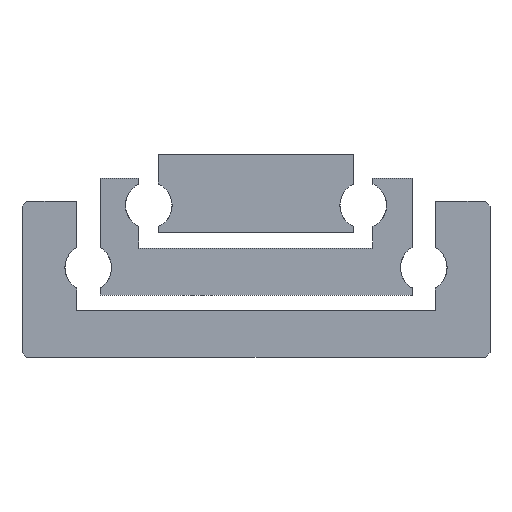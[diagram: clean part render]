
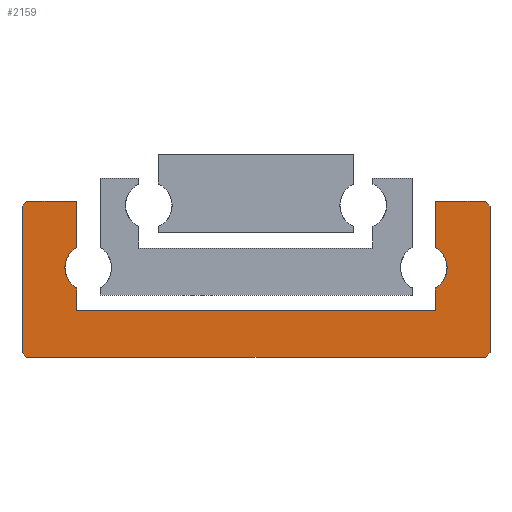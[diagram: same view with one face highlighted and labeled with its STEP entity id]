
A CAD part, front view. The second image highlights one B-rep face of the part: STEP entity #2159.
In plain terms, the highlighted planar face has unit normal (0, -1, 0).
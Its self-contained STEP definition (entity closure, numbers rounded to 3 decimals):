
#141=CARTESIAN_POINT('',(24.5,-750.0,4.0));
#142=VERTEX_POINT('',#141);
#151=CARTESIAN_POINT('',(23.0,-750.0,6.598));
#152=VERTEX_POINT('',#151);
#153=CARTESIAN_POINT('',(21.5,-750.0,4.0));
#154=DIRECTION('',(0.0,1.0,0.0));
#155=DIRECTION('',(1.0,0.0,0.0));
#156=AXIS2_PLACEMENT_3D('',#153,#154,#155);
#157=CIRCLE('',#156,3.0);
#158=EDGE_CURVE('',#152,#142,#157,.T.);
#256=CARTESIAN_POINT('',(-23.0,-750.0,6.598));
#257=VERTEX_POINT('',#256);
#264=CARTESIAN_POINT('',(-24.5,-750.0,4.0));
#265=VERTEX_POINT('',#264);
#266=CARTESIAN_POINT('',(-21.5,-750.0,4.0));
#267=DIRECTION('',(0.0,1.0,0.0));
#268=DIRECTION('',(1.0,0.0,0.0));
#269=AXIS2_PLACEMENT_3D('',#266,#267,#268);
#270=CIRCLE('',#269,3.0);
#271=EDGE_CURVE('',#265,#257,#270,.T.);
#1190=CARTESIAN_POINT('',(30.0,-750.0,-6.9));
#1191=VERTEX_POINT('',#1190);
#1192=CARTESIAN_POINT('',(29.4,-750.0,-7.5));
#1193=VERTEX_POINT('',#1192);
#1194=CARTESIAN_POINT('',(30.0,-750.0,-6.9));
#1195=DIRECTION('',(-0.707,0.0,-0.707));
#1196=VECTOR('',#1195,0.849);
#1197=LINE('',#1194,#1196);
#1198=EDGE_CURVE('',#1191,#1193,#1197,.T.);
#1239=CARTESIAN_POINT('',(30.0,-750.0,11.9));
#1240=VERTEX_POINT('',#1239);
#1247=CARTESIAN_POINT('',(30.0,-750.0,11.9));
#1248=DIRECTION('',(0.0,0.0,-1.0));
#1249=VECTOR('',#1248,18.8);
#1250=LINE('',#1247,#1249);
#1251=EDGE_CURVE('',#1240,#1191,#1250,.T.);
#1391=CARTESIAN_POINT('',(29.4,-750.0,12.5));
#1392=VERTEX_POINT('',#1391);
#1393=CARTESIAN_POINT('',(29.4,-750.0,12.5));
#1394=DIRECTION('',(0.707,0.0,-0.707));
#1395=VECTOR('',#1394,0.849);
#1396=LINE('',#1393,#1395);
#1397=EDGE_CURVE('',#1392,#1240,#1396,.T.);
#1417=CARTESIAN_POINT('',(23.0,-750.0,12.5));
#1418=VERTEX_POINT('',#1417);
#1425=CARTESIAN_POINT('',(23.0,-750.0,12.5));
#1426=DIRECTION('',(1.0,0.0,0.0));
#1427=VECTOR('',#1426,6.4);
#1428=LINE('',#1425,#1427);
#1429=EDGE_CURVE('',#1418,#1392,#1428,.T.);
#1440=CARTESIAN_POINT('',(-29.4,-750.0,-7.5));
#1441=VERTEX_POINT('',#1440);
#1448=CARTESIAN_POINT('',(-30.0,-750.0,-6.9));
#1449=VERTEX_POINT('',#1448);
#1450=CARTESIAN_POINT('',(-29.4,-750.0,-7.5));
#1451=DIRECTION('',(-0.707,0.0,0.707));
#1452=VECTOR('',#1451,0.849);
#1453=LINE('',#1450,#1452);
#1454=EDGE_CURVE('',#1441,#1449,#1453,.T.);
#1471=CARTESIAN_POINT('',(-30.0,-750.0,11.9));
#1472=VERTEX_POINT('',#1471);
#1473=CARTESIAN_POINT('',(-30.0,-750.0,-6.9));
#1474=DIRECTION('',(0.0,0.0,1.0));
#1475=VECTOR('',#1474,18.8);
#1476=LINE('',#1473,#1475);
#1477=EDGE_CURVE('',#1449,#1472,#1476,.T.);
#1504=CARTESIAN_POINT('',(-29.4,-750.0,12.5));
#1505=VERTEX_POINT('',#1504);
#1506=CARTESIAN_POINT('',(-30.0,-750.0,11.9));
#1507=DIRECTION('',(0.707,0.0,0.707));
#1508=VECTOR('',#1507,0.849);
#1509=LINE('',#1506,#1508);
#1510=EDGE_CURVE('',#1472,#1505,#1509,.T.);
#1879=CARTESIAN_POINT('',(-23.0,-750.0,1.402));
#1880=VERTEX_POINT('',#1879);
#1881=CARTESIAN_POINT('',(-21.5,-750.0,4.0));
#1882=DIRECTION('',(0.0,1.0,0.0));
#1883=DIRECTION('',(1.0,0.0,0.0));
#1884=AXIS2_PLACEMENT_3D('',#1881,#1882,#1883);
#1885=CIRCLE('',#1884,3.0);
#1886=EDGE_CURVE('',#1880,#265,#1885,.T.);
#1908=CARTESIAN_POINT('',(23.0,-750.0,1.402));
#1909=VERTEX_POINT('',#1908);
#1916=CARTESIAN_POINT('',(21.5,-750.0,4.0));
#1917=DIRECTION('',(0.0,1.0,0.0));
#1918=DIRECTION('',(1.0,0.0,0.0));
#1919=AXIS2_PLACEMENT_3D('',#1916,#1917,#1918);
#1920=CIRCLE('',#1919,3.0);
#1921=EDGE_CURVE('',#142,#1909,#1920,.T.);
#1932=CARTESIAN_POINT('',(-23.,-750.0,-1.5));
#1933=VERTEX_POINT('',#1932);
#1934=CARTESIAN_POINT('',(-23.0,-750.0,1.402));
#1935=DIRECTION('',(0.0,0.0,-1.0));
#1936=VECTOR('',#1935,2.902);
#1937=LINE('',#1934,#1936);
#1938=EDGE_CURVE('',#1880,#1933,#1937,.T.);
#1957=CARTESIAN_POINT('',(-23.0,-750.0,12.5));
#1958=VERTEX_POINT('',#1957);
#1965=CARTESIAN_POINT('',(-23.0,-750.0,12.5));
#1966=DIRECTION('',(0.0,0.0,-1.0));
#1967=VECTOR('',#1966,5.902);
#1968=LINE('',#1965,#1967);
#1969=EDGE_CURVE('',#1958,#257,#1968,.T.);
#1981=CARTESIAN_POINT('',(23.0,-750.0,-1.5));
#1982=VERTEX_POINT('',#1981);
#1989=CARTESIAN_POINT('',(23.0,-750.0,-1.5));
#1990=DIRECTION('',(0.0,0.0,1.0));
#1991=VECTOR('',#1990,2.902);
#1992=LINE('',#1989,#1991);
#1993=EDGE_CURVE('',#1982,#1909,#1992,.T.);
#2004=CARTESIAN_POINT('',(23.0,-750.0,6.598));
#2005=DIRECTION('',(0.0,0.0,1.0));
#2006=VECTOR('',#2005,5.902);
#2007=LINE('',#2004,#2006);
#2008=EDGE_CURVE('',#152,#1418,#2007,.T.);
#2022=CARTESIAN_POINT('',(-23.,-750.0,-1.5));
#2023=DIRECTION('',(1.0,0.0,0.0));
#2024=VECTOR('',#2023,46.);
#2025=LINE('',#2022,#2024);
#2026=EDGE_CURVE('',#1933,#1982,#2025,.T.);
#2074=CARTESIAN_POINT('',(-29.4,-750.0,12.5));
#2075=DIRECTION('',(1.0,0.0,0.0));
#2076=VECTOR('',#2075,6.4);
#2077=LINE('',#2074,#2076);
#2078=EDGE_CURVE('',#1505,#1958,#2077,.T.);
#2091=CARTESIAN_POINT('',(29.4,-750.0,-7.5));
#2092=DIRECTION('',(-1.0,0.0,0.0));
#2093=VECTOR('',#2092,58.8);
#2094=LINE('',#2091,#2093);
#2095=EDGE_CURVE('',#1193,#1441,#2094,.T.);
#2134=CARTESIAN_POINT('',(0.,-750.0,-0.628));
#2135=DIRECTION('',(0.0,1.0,0.0));
#2136=DIRECTION('',(0.0,0.0,1.0));
#2137=AXIS2_PLACEMENT_3D('',#2134,#2135,#2136);
#2138=PLANE('',#2137);
#2139=ORIENTED_EDGE('',*,*,#1198,.F.);
#2140=ORIENTED_EDGE('',*,*,#1251,.F.);
#2141=ORIENTED_EDGE('',*,*,#1397,.F.);
#2142=ORIENTED_EDGE('',*,*,#1429,.F.);
#2143=ORIENTED_EDGE('',*,*,#2008,.F.);
#2144=ORIENTED_EDGE('',*,*,#158,.T.);
#2145=ORIENTED_EDGE('',*,*,#1921,.T.);
#2146=ORIENTED_EDGE('',*,*,#1993,.F.);
#2147=ORIENTED_EDGE('',*,*,#2026,.F.);
#2148=ORIENTED_EDGE('',*,*,#1938,.F.);
#2149=ORIENTED_EDGE('',*,*,#1886,.T.);
#2150=ORIENTED_EDGE('',*,*,#271,.T.);
#2151=ORIENTED_EDGE('',*,*,#1969,.F.);
#2152=ORIENTED_EDGE('',*,*,#2078,.F.);
#2153=ORIENTED_EDGE('',*,*,#1510,.F.);
#2154=ORIENTED_EDGE('',*,*,#1477,.F.);
#2155=ORIENTED_EDGE('',*,*,#1454,.F.);
#2156=ORIENTED_EDGE('',*,*,#2095,.F.);
#2157=EDGE_LOOP('',(#2139,#2140,#2141,#2142,#2143,#2144,#2145,#2146,#2147,#2148,#2149,#2150,#2151,#2152,#2153,#2154,#2155,#2156));
#2158=FACE_OUTER_BOUND('',#2157,.T.);
#2159=ADVANCED_FACE('',(#2158),#2138,.F.);
